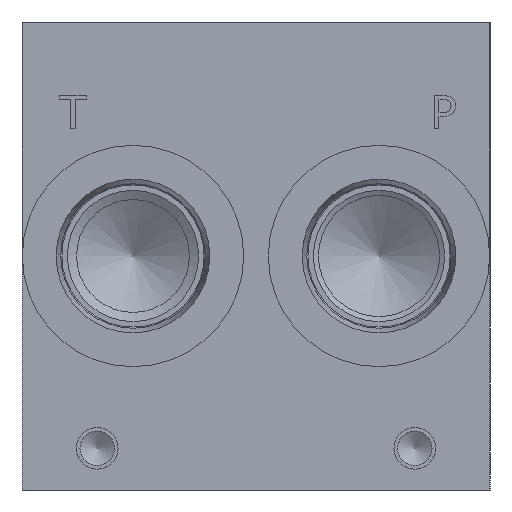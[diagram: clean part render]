
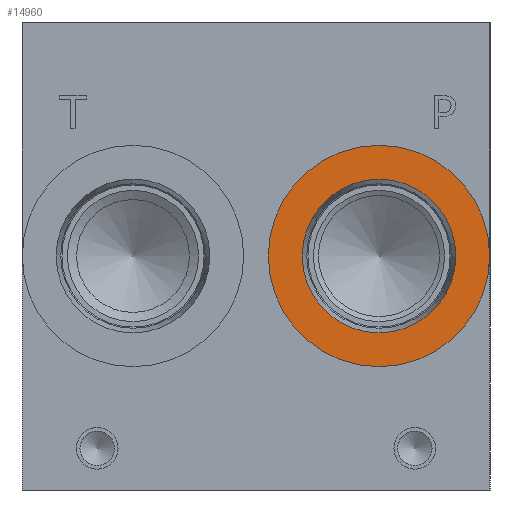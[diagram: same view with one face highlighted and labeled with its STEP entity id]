
A CAD part, left-side view. The second image highlights one B-rep face of the part: STEP entity #14960.
In plain terms, the highlighted planar face has unit normal (-1, 0, 0).
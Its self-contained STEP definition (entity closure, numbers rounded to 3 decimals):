
#297=CIRCLE('',#15658,21.019);
#298=CIRCLE('',#15659,21.019);
#299=CIRCLE('',#15661,14.592);
#300=CIRCLE('',#15662,14.592);
#666=FACE_BOUND('',#2586,.T.);
#1086=PLANE('',#15660);
#1726=FACE_OUTER_BOUND('',#2585,.T.);
#2585=EDGE_LOOP('',(#12690,#12691));
#2586=EDGE_LOOP('',(#12692,#12693));
#6967=VERTEX_POINT('',#25433);
#6968=VERTEX_POINT('',#25435);
#6969=VERTEX_POINT('',#25439);
#6970=VERTEX_POINT('',#25440);
#8962=EDGE_CURVE('',#6967,#6968,#297,.T.);
#8963=EDGE_CURVE('',#6968,#6967,#298,.T.);
#8964=EDGE_CURVE('',#6969,#6970,#299,.T.);
#8965=EDGE_CURVE('',#6970,#6969,#300,.T.);
#12690=ORIENTED_EDGE('',*,*,#8963,.F.);
#12691=ORIENTED_EDGE('',*,*,#8962,.F.);
#12692=ORIENTED_EDGE('',*,*,#8964,.T.);
#12693=ORIENTED_EDGE('',*,*,#8965,.T.);
#14960=ADVANCED_FACE('',(#1726,#666),#1086,.F.);
#15658=AXIS2_PLACEMENT_3D('',#25436,#18298,#18299);
#15659=AXIS2_PLACEMENT_3D('',#25437,#18300,#18301);
#15660=AXIS2_PLACEMENT_3D('',#25438,#18302,#18303);
#15661=AXIS2_PLACEMENT_3D('',#25441,#18304,#18305);
#15662=AXIS2_PLACEMENT_3D('',#25442,#18306,#18307);
#18298=DIRECTION('center_axis',(1.,0.,0.));
#18299=DIRECTION('ref_axis',(0.,0.,-1.));
#18300=DIRECTION('center_axis',(1.,0.,0.));
#18301=DIRECTION('ref_axis',(0.,0.,-1.));
#18302=DIRECTION('center_axis',(1.,0.,0.));
#18303=DIRECTION('ref_axis',(0.,0.,-1.));
#18304=DIRECTION('center_axis',(1.,0.,0.));
#18305=DIRECTION('ref_axis',(0.,0.,-1.));
#18306=DIRECTION('center_axis',(1.,0.,0.));
#18307=DIRECTION('ref_axis',(0.,0.,-1.));
#25433=CARTESIAN_POINT('',(0.787,21.082,23.432));
#25435=CARTESIAN_POINT('',(0.787,21.082,65.469));
#25436=CARTESIAN_POINT('Origin',(0.787,21.082,44.45));
#25437=CARTESIAN_POINT('Origin',(0.787,21.082,44.45));
#25438=CARTESIAN_POINT('Origin',(0.787,21.082,59.042));
#25439=CARTESIAN_POINT('',(0.787,21.082,59.042));
#25440=CARTESIAN_POINT('',(0.787,21.082,29.858));
#25441=CARTESIAN_POINT('Origin',(0.787,21.082,44.45));
#25442=CARTESIAN_POINT('Origin',(0.787,21.082,44.45));
